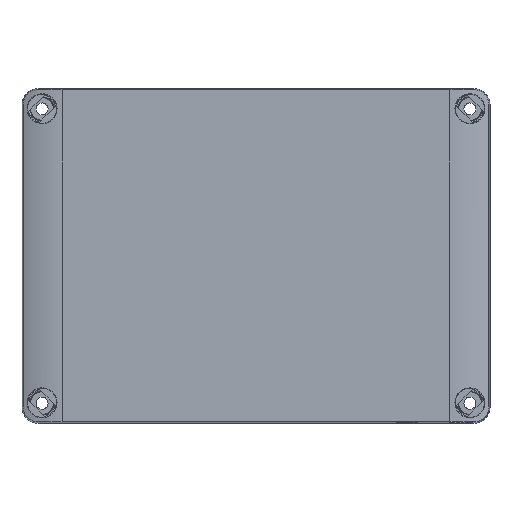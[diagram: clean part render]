
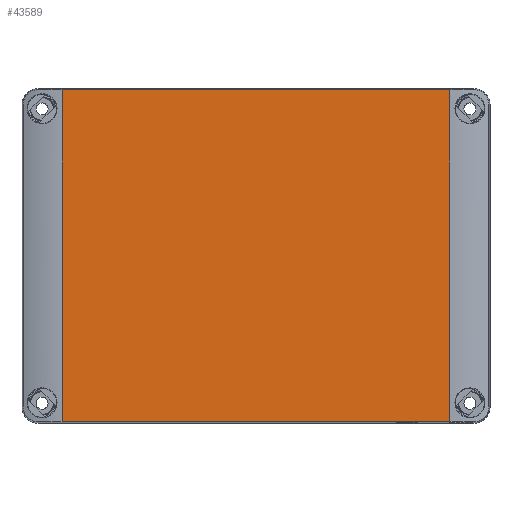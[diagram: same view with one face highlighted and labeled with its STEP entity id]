
A CAD part, top view. The second image highlights one B-rep face of the part: STEP entity #43589.
In plain terms, the highlighted planar face has unit normal (0, 0, 1).
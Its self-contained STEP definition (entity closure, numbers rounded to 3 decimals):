
#40213=DIRECTION('',(1.,0.,0.));
#40214=VECTOR('',#40213,145.);
#40215=CARTESIAN_POINT('',(-72.5,-62.064,25.));
#40216=LINE('',#40215,#40214);
#40373=DIRECTION('',(0.,1.,0.));
#40374=VECTOR('',#40373,124.127);
#40375=CARTESIAN_POINT('',(72.5,-62.064,25.));
#40376=LINE('',#40375,#40374);
#40469=DIRECTION('',(1.,0.,0.));
#40470=VECTOR('',#40469,145.);
#40471=CARTESIAN_POINT('',(-72.5,62.064,25.));
#40472=LINE('',#40471,#40470);
#40482=DIRECTION('',(0.,1.,0.));
#40483=VECTOR('',#40482,124.127);
#40484=CARTESIAN_POINT('',(-72.5,-62.064,25.));
#40485=LINE('',#40484,#40483);
#43111=CARTESIAN_POINT('',(-72.5,-62.064,25.));
#43112=CARTESIAN_POINT('',(72.5,-62.064,25.));
#43113=VERTEX_POINT('',#43111);
#43114=VERTEX_POINT('',#43112);
#43115=CARTESIAN_POINT('',(-72.5,62.064,25.));
#43116=CARTESIAN_POINT('',(72.5,62.064,25.));
#43117=VERTEX_POINT('',#43115);
#43118=VERTEX_POINT('',#43116);
#43577=CARTESIAN_POINT('',(-72.5,-62.5,25.));
#43578=DIRECTION('',(0.,0.,1.));
#43579=DIRECTION('',(1.,0.,0.));
#43580=AXIS2_PLACEMENT_3D('',#43577,#43578,#43579);
#43581=PLANE('',#43580);
#43582=ORIENTED_EDGE('',*,*,#43446,.F.);
#43584=ORIENTED_EDGE('',*,*,#43583,.T.);
#43585=ORIENTED_EDGE('',*,*,#43566,.T.);
#43586=ORIENTED_EDGE('',*,*,#43525,.F.);
#43587=EDGE_LOOP('',(#43582,#43584,#43585,#43586));
#43588=FACE_OUTER_BOUND('',#43587,.F.);
#43589=ADVANCED_FACE('',(#43588),#43581,.T.);
#43446=EDGE_CURVE('',#43113,#43114,#40216,.T.);
#43525=EDGE_CURVE('',#43114,#43118,#40376,.T.);
#43566=EDGE_CURVE('',#43117,#43118,#40472,.T.);
#43583=EDGE_CURVE('',#43113,#43117,#40485,.T.);
